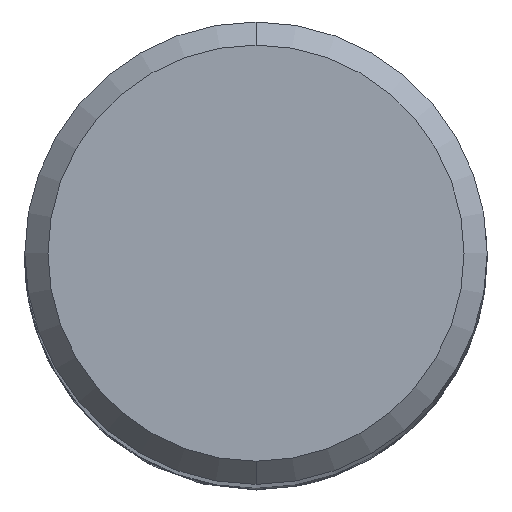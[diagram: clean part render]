
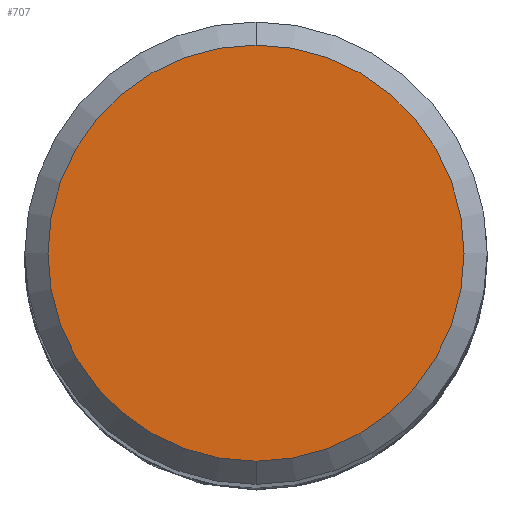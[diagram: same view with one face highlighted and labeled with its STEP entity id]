
A CAD part, top view. The second image highlights one B-rep face of the part: STEP entity #707.
In plain terms, the highlighted planar face has unit normal (0, 0, 1).
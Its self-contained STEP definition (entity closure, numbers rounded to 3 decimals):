
#425=EDGE_CURVE('',#481,#975,#1110,.T.);
#481=VERTEX_POINT('',#1168);
#707=ADVANCED_FACE('',(#1416),#1417,.T.);
#765=EDGE_CURVE('',#975,#481,#1479,.T.);
#975=VERTEX_POINT('',#1713);
#1110=CIRCLE('',#2399,3.6);
#1168=CARTESIAN_POINT('',(0.,-3.6,0.0));
#1416=FACE_OUTER_BOUND('',#5340,.T.);
#1417=PLANE('',#5341);
#1479=CIRCLE('',#5894,3.6);
#1713=CARTESIAN_POINT('',(0.0,3.6,0.0));
#2399=AXIS2_PLACEMENT_3D('',#9447,#9448,#9449);
#5340=EDGE_LOOP('',(#9741,#9742));
#5341=AXIS2_PLACEMENT_3D('',#9743,#9744,#9745);
#5894=AXIS2_PLACEMENT_3D('',#9784,#9785,#9786);
#9447=CARTESIAN_POINT('',(0.0,0.0,0.0));
#9448=DIRECTION('',(0.0,0.0,-1.0));
#9449=DIRECTION('',(0.0,1.0,0.0));
#9741=ORIENTED_EDGE('',*,*,#765,.F.);
#9742=ORIENTED_EDGE('',*,*,#425,.F.);
#9743=CARTESIAN_POINT('',(0.0,1.8,0.0));
#9744=DIRECTION('',(-0.0,0.0,1.0));
#9745=DIRECTION('',(0.0,-1.0,0.0));
#9784=CARTESIAN_POINT('',(0.0,0.0,0.0));
#9785=DIRECTION('',(0.0,0.0,-1.0));
#9786=DIRECTION('',(0.0,1.0,0.0));
